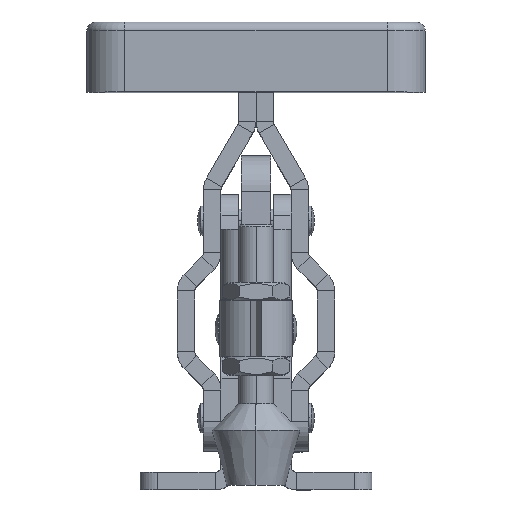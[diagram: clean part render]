
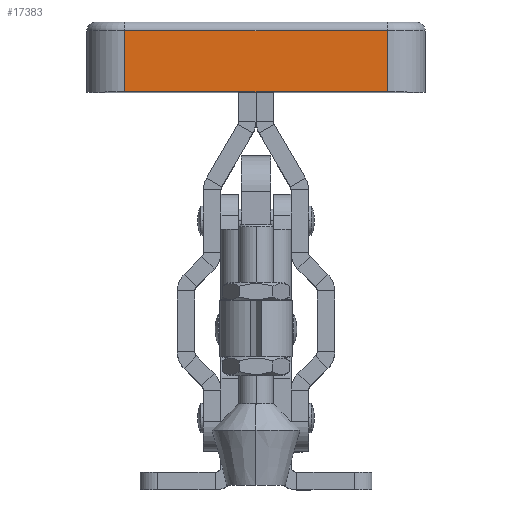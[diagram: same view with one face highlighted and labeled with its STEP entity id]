
A CAD part, top view. The second image highlights one B-rep face of the part: STEP entity #17383.
In plain terms, the highlighted face is planar.
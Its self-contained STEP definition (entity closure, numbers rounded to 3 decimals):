
#381 = LINE ( 'NONE', #5534, #383 ) ;
#383 = VECTOR ( 'NONE', #5542, 1000. ) ;
#387 = LINE ( 'NONE', #5551, #389 ) ;
#388 = LINE ( 'NONE', #5560, #391 ) ;
#389 = VECTOR ( 'NONE', #5552, 1000. ) ;
#390 = LINE ( 'NONE', #5562, #393 ) ;
#391 = VECTOR ( 'NONE', #5561, 1000. ) ;
#393 = VECTOR ( 'NONE', #5563, 1000. ) ;
#4764 = VERTEX_POINT ( 'NONE', #20805 ) ;
#4783 = VERTEX_POINT ( 'NONE', #20824 ) ;
#5534 = CARTESIAN_POINT ( 'NONE',  ( -22.5, -6.5, 12. ) ) ;
#5542 = DIRECTION ( 'NONE',  ( 0., 0., -1. ) ) ;
#5551 = CARTESIAN_POINT ( 'NONE',  ( 22.5, -6.5, 12. ) ) ;
#5552 = DIRECTION ( 'NONE',  ( 0., 0., -1. ) ) ;
#5560 = CARTESIAN_POINT ( 'NONE',  ( -22.5, -6.5, 10.5 ) ) ;
#5561 = DIRECTION ( 'NONE',  ( -1., 0., 0. ) ) ;
#5562 = CARTESIAN_POINT ( 'NONE',  ( -22.5, -6.5, 0. ) ) ;
#5563 = DIRECTION ( 'NONE',  ( 1., 0., 0. ) ) ;
#9363 = EDGE_CURVE ( 'NONE', #22227, #19130, #381, .T. ) ;
#9367 = EDGE_CURVE ( 'NONE', #4783, #4764, #387, .T. ) ;
#9368 = EDGE_CURVE ( 'NONE', #4783, #22227, #388, .T. ) ;
#9369 = EDGE_CURVE ( 'NONE', #19130, #4764, #390, .T. ) ;
#11586 = FACE_OUTER_BOUND ( 'NONE', #19685, .T. ) ;
#14168 = ORIENTED_EDGE ( 'NONE', *, *, #9369, .T. ) ;
#14169 = ORIENTED_EDGE ( 'NONE', *, *, #9363, .T. ) ;
#14170 = ORIENTED_EDGE ( 'NONE', *, *, #9368, .T. ) ;
#14171 = ORIENTED_EDGE ( 'NONE', *, *, #9367, .F. ) ;
#16002 = CARTESIAN_POINT ( 'NONE',  ( -22.5, -6.5, 12. ) ) ;
#16004 = PLANE ( 'NONE',  #22546 ) ;
#16007 = DIRECTION ( 'NONE',  ( 0., 1., 0. ) ) ;
#16008 = DIRECTION ( 'NONE',  ( -1., 0., 0. ) ) ;
#17383 = ADVANCED_FACE ( 'NONE', ( #11586 ), #16004, .F. ) ;
#19022 = CARTESIAN_POINT ( 'NONE',  ( -22.5, -6.5, 0. ) ) ;
#19130 = VERTEX_POINT ( 'NONE', #19022 ) ;
#19685 = EDGE_LOOP ( 'NONE', ( #14171, #14170, #14169, #14168 ) ) ;
#20805 = CARTESIAN_POINT ( 'NONE',  ( 22.5, -6.5, 0. ) ) ;
#20824 = CARTESIAN_POINT ( 'NONE',  ( 22.5, -6.5, 10.5 ) ) ;
#22227 = VERTEX_POINT ( 'NONE', #22806 ) ;
#22546 = AXIS2_PLACEMENT_3D ( 'NONE', #16002, #16007, #16008 ) ;
#22806 = CARTESIAN_POINT ( 'NONE',  ( -22.5, -6.5, 10.5 ) ) ;
